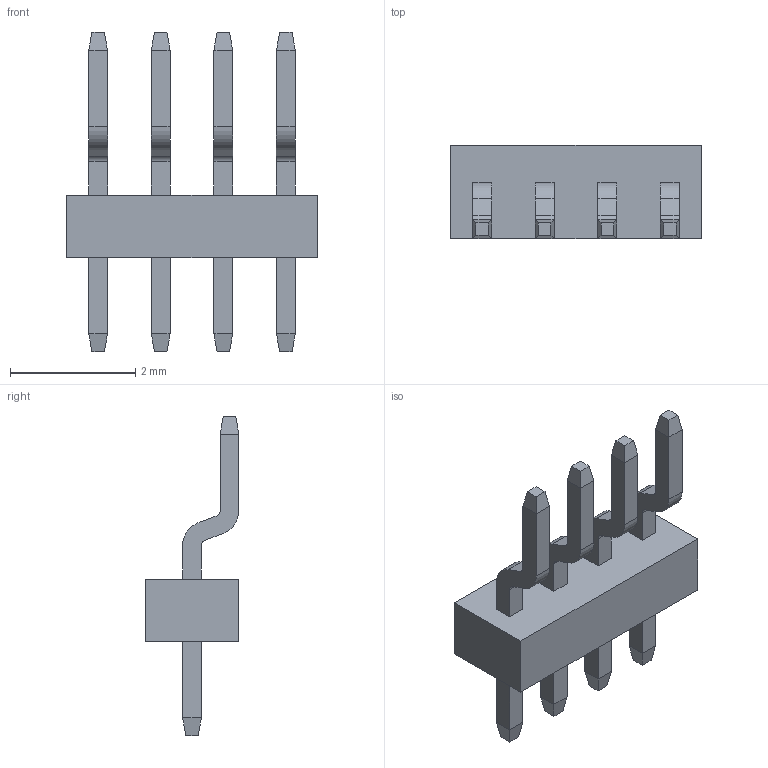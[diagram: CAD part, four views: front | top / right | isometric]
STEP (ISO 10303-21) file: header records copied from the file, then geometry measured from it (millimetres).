
FILE_DESCRIPTION (( 'STEP AP214' ), '1' );
FILE_NAME ('BC034-04-A-V-0150-L-C.STEP', '2024-02-09T13:46:32', ( '' ), ( '' ), 'SwSTEP 2.0', 'SolidWorks 2021', '' );
FILE_SCHEMA (( 'AUTOMOTIVE_DESIGN' ));
Length unit declared in the file: millimetre
Products named in the file (3): body^BC034-xxxxx; pin^BC034-xxxxx; BC034-04-A-V-0150-L-C
Assembly tree (5 placements, depth 2):
  BC034-04-A-V-0150-L-C
    body^BC034-xxxxx
    pin^BC034-xxxxx  x4
Bounding box: 4 x 1.5 x 5.1 mm (x, y, z)
Volume: 7.5 mm3; surface area: 53 mm2
Topology: 5 solids, 5 shells, 110 faces, 268 edges, 168 vertices
Faces by surface type: plane 94, cylinder 16
Entity records: 1450 total; most frequent: CARTESIAN_POINT 236, ORIENTED_EDGE 224, DIRECTION 224, EDGE_CURVE 112, VECTOR 104, LINE 104, VERTEX_POINT 72, AXIS2_PLACEMENT_3D 60
